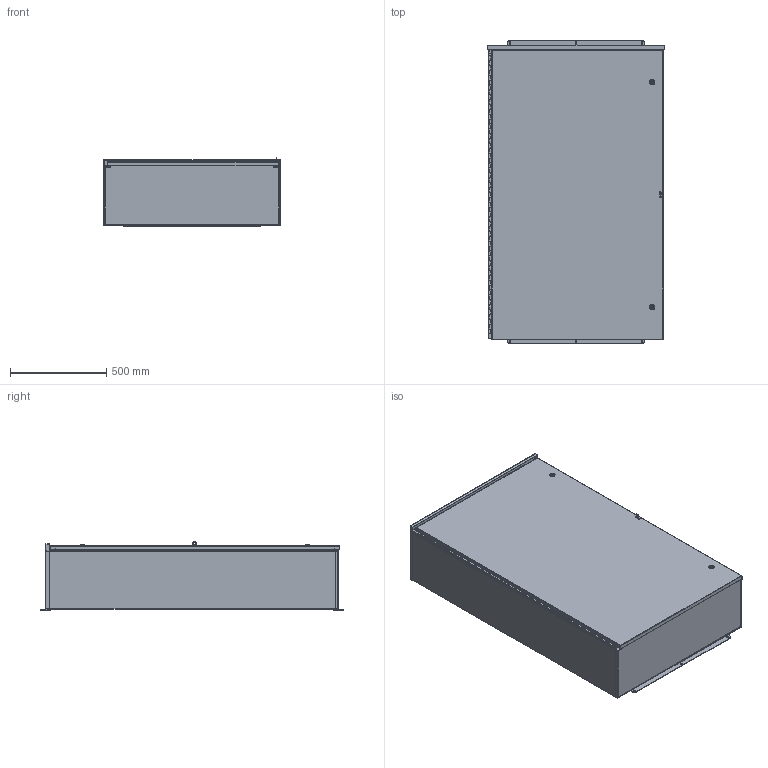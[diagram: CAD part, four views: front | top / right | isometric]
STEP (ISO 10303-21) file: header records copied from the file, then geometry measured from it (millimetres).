
FILE_DESCRIPTION(/* description */ ('RHC, BLR, MEDIUM, CS, 60X36X12'),/* implementation_level */ '2;1');
FILE_NAME(/* name */ 'RHC603612.stp',/* time_stamp */ '2017-02-20T19:54:32+05:00',/* author */ ('bjayachandran'),/* organization */ (''),/* preprocessor_version */ 'ST-DEVELOPER v16.1',/* originating_system */ 'Autodesk Inventor 2016',/* authorisation */ '');
FILE_SCHEMA (('AUTOMOTIVE_DESIGN { 1 0 10303 214 3 1 1 }'));
Length unit declared in the file: inch
Products named in the file (25): RHC603612BLR; RHC36TOP; RHC3612BTM; RHC6036LID; RHC3612CAP; 34887; 3889; HFW384001; HFW369107; 1000-101-GPF_GPD; 1000-02; 1000-u45_asm; 1000-318; 1000-03; 1000-277-01; 1000-u142_asm; 1000-23; 1000-14_prt; HFW351146; 328116T; 328116L; 328116P; 328116; HFW351146_1; RHC-assm
Assembly tree (36 placements, depth 4):
  RHC-assm
    RHC603612BLR
    RHC36TOP
    RHC3612BTM
    RHC6036LID
    RHC3612CAP
    34887  x2
    3889  x8
    HFW384001
    HFW369107
    HFW351146
      1000-u45_asm
        1000-101-GPF_GPD
        1000-02
      1000-u142_asm
        1000-318
        1000-03
        1000-277-01
      1000-23
      1000-14_prt
    328116
      328116T
      328116L
      328116P
    HFW351146_1
      1000-u45_asm
        1000-101-GPF_GPD
        1000-02
      1000-u142_asm
        1000-318
        1000-03
        1000-277-01
      1000-23
      1000-14_prt
Bounding box: 919.75 x 1574.8 x 355.9 mm (x, y, z)
Volume: 9276206.1 mm3; surface area: 9796906 mm2
Topology: 34 solids, 34 shells, 1778 faces, 4528 edges, 2869 vertices
Faces by surface type: plane 1023, cylinder 603, bspline 73, cone 35, torus 35, sphere 9
Full cylindrical faces by diameter (mm): 3.048 x15, 3.175 x1, 4.762 x1, 5 x2, 5.029 x1, 5.105 x1, 6 x2, 8.382 x16, 9.9 x2, 10 x2, 10.2 x2, 11.05 x2, 11.112 x1, 12.8 x2, 13.5 x2, 15.2 x2, 15.8 x2, 15.875 x8, 16.1 x2, 19.8 x2, 23 x2, 27 x2, 28 x2
Entity records: 44229 total; most frequent: CARTESIAN_POINT 10313, DIRECTION 6820, ORIENTED_EDGE 6712, EDGE_CURVE 3356, LINE 2290, VECTOR 2290, AXIS2_PLACEMENT_3D 2265, VERTEX_POINT 2161
